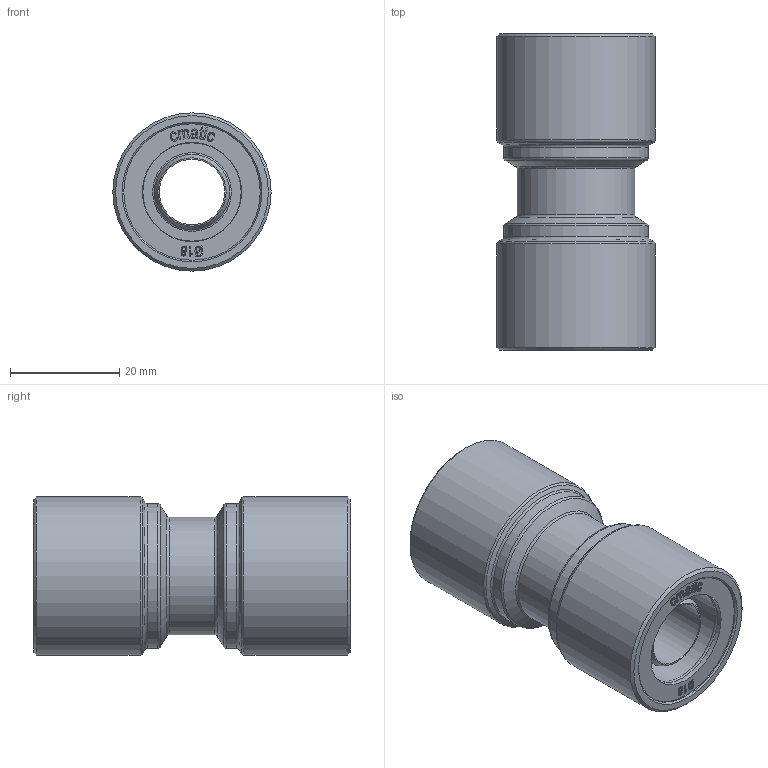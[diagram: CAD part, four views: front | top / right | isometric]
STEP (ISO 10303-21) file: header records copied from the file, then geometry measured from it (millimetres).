
FILE_DESCRIPTION(/* description */ ('STEP AP214'),/* implementation_level */ '2;1');
FILE_NAME(/* name */ 'T016E0E0',/* time_stamp */ '2023-05-11T14:32:15+02:00',/* author */ ('License CC BY-ND 4.0'),/* organization */ ('CADENAS'),/* preprocessor_version */ 'ST-DEVELOPER v19.3',/* originating_system */ 'PARTsolutions',/* authorisation */ ' ');
FILE_SCHEMA (('AUTOMOTIVE_DESIGN {1 0 10303 214 3 1 1}'));
Length unit declared in the file: millimetre
Products named in the file (1): T016E0E0
Bounding box: 29 x 58 x 29 mm (x, y, z)
Volume: 21420.4 mm3; surface area: 13430.6 mm2
Topology: 1 solids, 1 shells, 332 faces, 868 edges, 576 vertices
Faces by surface type: bspline 148, plane 146, cylinder 16, torus 12, cone 10
Full cylindrical faces by diameter (mm): 12 x2, 13.8 x2, 14.5 x1, 18.18 x4, 21.5 x1, 25 x2, 26.5 x2, 29 x2
Entity records: 19638 total; most frequent: CARTESIAN_POINT 10375, ORIENTED_EDGE 1620, DIRECTION 932, EDGE_CURVE 810, VERTEX_POINT 556, LINE 466, VECTOR 466, EDGE_LOOP 410
